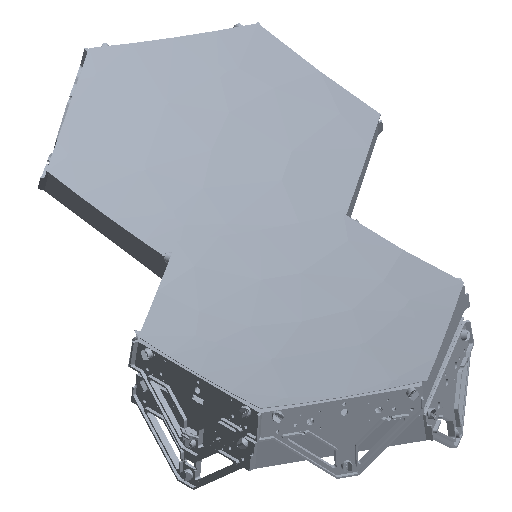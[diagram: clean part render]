
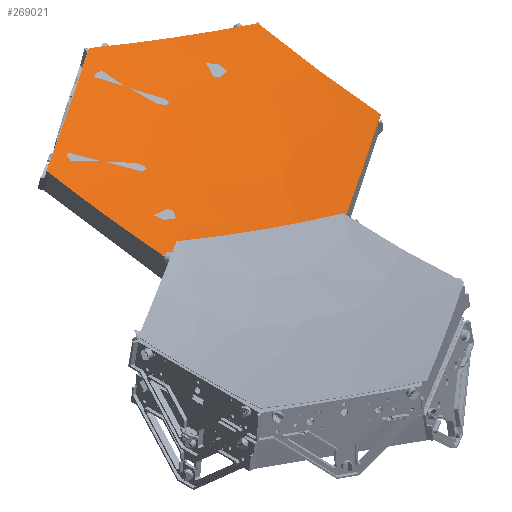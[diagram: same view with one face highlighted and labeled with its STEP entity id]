
A CAD part, isometric view. The second image highlights one B-rep face of the part: STEP entity #269021.
In plain terms, the highlighted free-form (B-spline) face has degree [2, 3] with [3, 4] control points.
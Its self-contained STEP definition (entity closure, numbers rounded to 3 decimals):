
#269021 = ADVANCED_FACE('',(#269022),#269117,.F.);
#269022 = FACE_BOUND('',#269023,.F.);
#269023 = EDGE_LOOP('',(#269024,#269040,#269054,#269071,#269085,#269108)
  );
#269024 = ORIENTED_EDGE('',*,*,#269025,.T.);
#269025 = EDGE_CURVE('',#269026,#269028,#269030,.T.);
#269026 = VERTEX_POINT('',#269027);
#269027 = CARTESIAN_POINT('',(281.867,918.613,
    214.611));
#269028 = VERTEX_POINT('',#269029);
#269029 = CARTESIAN_POINT('',(593.697,735.357,
    213.403));
#269030 = B_SPLINE_CURVE_WITH_KNOTS('',5,(#269031,#269032,#269033,
    #269034,#269035,#269036,#269037,#269038,#269039),.UNSPECIFIED.,.F.,
  .F.,(6,3,6),(0.,231.771,397.689),.UNSPECIFIED.);
#269031 = CARTESIAN_POINT('',(281.867,918.613,
    214.611));
#269032 = CARTESIAN_POINT('',(319.364,897.315,
    211.678));
#269033 = CARTESIAN_POINT('',(356.712,875.89,
    209.556));
#269034 = CARTESIAN_POINT('',(393.886,854.35,
    208.257));
#269035 = CARTESIAN_POINT('',(457.072,817.362,
    207.464));
#269036 = CARTESIAN_POINT('',(518.762,780.623,
    209.056));
#269037 = CARTESIAN_POINT('',(544.174,765.379,
    210.127));
#269038 = CARTESIAN_POINT('',(569.178,750.273,
    211.585));
#269039 = CARTESIAN_POINT('',(593.697,735.357,
    213.403));
#269040 = ORIENTED_EDGE('',*,*,#269041,.T.);
#269041 = EDGE_CURVE('',#269028,#269042,#269044,.T.);
#269042 = VERTEX_POINT('',#269043);
#269043 = CARTESIAN_POINT('',(609.646,389.919,
    146.607));
#269044 = B_SPLINE_CURVE_WITH_KNOTS('',5,(#269045,#269046,#269047,
    #269048,#269049,#269050,#269051,#269052,#269053),.UNSPECIFIED.,.F.,
  .F.,(6,3,6),(0.,244.71,411.114),.UNSPECIFIED.);
#269045 = CARTESIAN_POINT('',(593.697,735.357,
    213.403));
#269046 = CARTESIAN_POINT('',(595.928,694.323,
    202.607));
#269047 = CARTESIAN_POINT('',(598.061,653.259,
    192.651));
#269048 = CARTESIAN_POINT('',(600.094,612.186,
    183.541));
#269049 = CARTESIAN_POINT('',(603.346,543.099,
    169.653));
#269050 = CARTESIAN_POINT('',(606.318,473.933,
    158.169));
#269051 = CARTESIAN_POINT('',(607.472,445.971,
    153.923));
#269052 = CARTESIAN_POINT('',(608.582,417.951,
    150.066));
#269053 = CARTESIAN_POINT('',(609.646,389.919,
    146.607));
#269054 = ORIENTED_EDGE('',*,*,#269055,.T.);
#269055 = EDGE_CURVE('',#269042,#269056,#269058,.T.);
#269056 = VERTEX_POINT('',#269057);
#269057 = CARTESIAN_POINT('',(304.616,209.907,
    76.428));
#269058 = B_SPLINE_CURVE_WITH_KNOTS('',5,(#269059,#269060,#269061,
    #269062,#269063,#269064,#269065,#269066,#269067,#269068,#269069,
    #269070),.UNSPECIFIED.,.F.,.F.,(6,3,3,6),(0.,202.638,
    441.922,618.765),.UNSPECIFIED.);
#269059 = CARTESIAN_POINT('',(609.646,389.919,
    146.607));
#269060 = CARTESIAN_POINT('',(588.144,377.475,
    139.756));
#269061 = CARTESIAN_POINT('',(567.426,365.44,
    133.496));
#269062 = CARTESIAN_POINT('',(547.341,353.734,
    127.729));
#269063 = CARTESIAN_POINT('',(504.548,328.716,
    116.041));
#269064 = CARTESIAN_POINT('',(463.04,304.286,
    105.98));
#269065 = CARTESIAN_POINT('',(440.626,291.049,
    100.9));
#269066 = CARTESIAN_POINT('',(401.225,267.7,
    92.59));
#269067 = CARTESIAN_POINT('',(360.119,243.187,
    85.108));
#269068 = CARTESIAN_POINT('',(342.211,232.481,
    82.067));
#269069 = CARTESIAN_POINT('',(323.746,221.41,
    79.167));
#269070 = CARTESIAN_POINT('',(304.616,209.907,
    76.428));
#269071 = ORIENTED_EDGE('',*,*,#269072,.T.);
#269072 = EDGE_CURVE('',#269056,#269073,#269075,.T.);
#269073 = VERTEX_POINT('',#269074);
#269074 = CARTESIAN_POINT('',(-1.48,384.117,
    76.468));
#269075 = B_SPLINE_CURVE_WITH_KNOTS('',5,(#269076,#269077,#269078,
    #269079,#269080,#269081,#269082,#269083,#269084),.UNSPECIFIED.,.F.,
  .F.,(6,3,6),(0.,177.604,411.133),.UNSPECIFIED.);
#269076 = CARTESIAN_POINT('',(304.616,209.907,
    76.428));
#269077 = CARTESIAN_POINT('',(278.712,225.179,
    74.417));
#269078 = CARTESIAN_POINT('',(252.688,240.405,
    72.844));
#269079 = CARTESIAN_POINT('',(226.598,255.553,
    71.71));
#269080 = CARTESIAN_POINT('',(165.803,290.582,
    70.086));
#269081 = CARTESIAN_POINT('',(104.377,325.359,
    70.79));
#269082 = CARTESIAN_POINT('',(69.309,345.016,
    71.938));
#269083 = CARTESIAN_POINT('',(34.015,364.607,
    73.832));
#269084 = CARTESIAN_POINT('',(-1.48,384.117,
    76.468));
#269085 = ORIENTED_EDGE('',*,*,#269086,.T.);
#269086 = EDGE_CURVE('',#269073,#269087,#269089,.T.);
#269087 = VERTEX_POINT('',#269088);
#269088 = CARTESIAN_POINT('',(-22.982,738.708,
    144.474));
#269089 = B_SPLINE_CURVE_WITH_KNOTS('',5,(#269090,#269091,#269092,
    #269093,#269094,#269095,#269096,#269097,#269098,#269099,#269100,
    #269101,#269102,#269103,#269104,#269105,#269106,#269107),
  .UNSPECIFIED.,.F.,.F.,(6,3,3,3,3,6),(0.,218.815,311.277,
    342.128,373.035,397.709),.UNSPECIFIED.);
#269090 = CARTESIAN_POINT('',(-1.48,384.117,
    76.468));
#269091 = CARTESIAN_POINT('',(-3.438,421.595,
    81.045));
#269092 = CARTESIAN_POINT('',(-5.52,459.855,
    86.41));
#269093 = CARTESIAN_POINT('',(-7.723,498.679,
    92.593));
#269094 = CARTESIAN_POINT('',(-11.013,554.4,
    102.549));
#269095 = CARTESIAN_POINT('',(-14.513,610.51,
    114.118));
#269096 = CARTESIAN_POINT('',(-15.57,627.197,
    117.695));
#269097 = CARTESIAN_POINT('',(-17.004,649.476,
    122.652));
#269098 = CARTESIAN_POINT('',(-18.467,671.769,
    127.856));
#269099 = CARTESIAN_POINT('',(-18.836,677.354,
    129.175));
#269100 = CARTESIAN_POINT('',(-19.576,688.52,
    131.842));
#269101 = CARTESIAN_POINT('',(-20.324,699.683,
    134.569));
#269102 = CARTESIAN_POINT('',(-20.7,705.273,
    135.95));
#269103 = CARTESIAN_POINT('',(-21.379,715.314,
    138.458));
#269104 = CARTESIAN_POINT('',(-22.063,725.349,
    141.014));
#269105 = CARTESIAN_POINT('',(-22.368,729.803,
    142.158));
#269106 = CARTESIAN_POINT('',(-22.674,734.256,
    143.311));
#269107 = CARTESIAN_POINT('',(-22.982,738.708,
    144.474));
#269108 = ORIENTED_EDGE('',*,*,#269109,.T.);
#269109 = EDGE_CURVE('',#269087,#269026,#269110,.T.);
#269110 = B_SPLINE_CURVE_WITH_KNOTS('',5,(#269111,#269112,#269113,
    #269114,#269115,#269116),.UNSPECIFIED.,.F.,.F.,(6,6),(0.,
    356.466),.PIECEWISE_BEZIER_KNOTS.);
#269111 = CARTESIAN_POINT('',(-22.982,738.708,
    144.474));
#269112 = CARTESIAN_POINT('',(38.268,775.497,
    153.559));
#269113 = CARTESIAN_POINT('',(99.631,812.038,
    165.131));
#269114 = CARTESIAN_POINT('',(160.899,848.194,
    179.226));
#269115 = CARTESIAN_POINT('',(221.719,883.76,
    195.767));
#269116 = CARTESIAN_POINT('',(281.867,918.613,
    214.611));
#269117 = ( BOUNDED_SURFACE() B_SPLINE_SURFACE(2,3,(
    (#269118,#269119,#269120,#269121)
    ,(#269122,#269123,#269124,#269125)
    ,(#269126,#269127,#269128,#269129
)),.UNSPECIFIED.,.F.,.F.,.F.) B_SPLINE_SURFACE_WITH_KNOTS((3,3),(4,4),(
    0.144,543.247),(0.,561.702),
.PIECEWISE_BEZIER_KNOTS.) GEOMETRIC_REPRESENTATION_ITEM() 
RATIONAL_B_SPLINE_SURFACE((
    (1.,0.914,0.914,1.)
    ,(1.,0.914,0.914,1.)
,(1.,0.914,0.914,1.
))) REPRESENTATION_ITEM('') SURFACE() );
#269118 = CARTESIAN_POINT('',(341.937,178.933,
    79.305));
#269119 = CARTESIAN_POINT('',(401.749,281.777,
    91.174));
#269120 = CARTESIAN_POINT('',(502.755,341.385,
    114.413));
#269121 = CARTESIAN_POINT('',(618.843,342.348,
    143.014));
#269122 = CARTESIAN_POINT('',(70.266,340.064,
    52.163));
#269123 = CARTESIAN_POINT('',(186.445,539.828,
    75.219));
#269124 = CARTESIAN_POINT('',(382.637,655.61,
    120.358));
#269125 = CARTESIAN_POINT('',(608.126,657.479,
    175.911));
#269126 = CARTESIAN_POINT('',(-220.829,503.401,
    103.788));
#269127 = CARTESIAN_POINT('',(-48.284,800.084,
    138.03));
#269128 = CARTESIAN_POINT('',(243.096,972.041,
    205.069));
#269129 = CARTESIAN_POINT('',(577.985,974.817,
    287.575));
